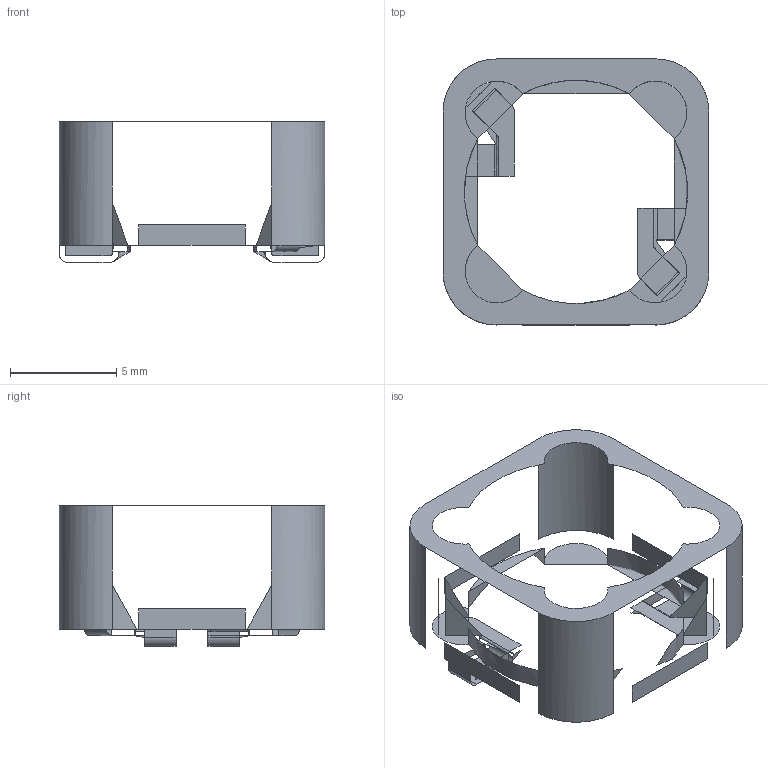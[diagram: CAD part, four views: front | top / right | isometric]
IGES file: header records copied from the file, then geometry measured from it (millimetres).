
Start section: C
Global section: file name: 744871xxx.igs; native system: By Siemens PLM Incorporated; preprocessor: XPlus GENERIC/IGES 17.0.49; author: Author; organization: Title; date: 20151117.101123; units: millimetre
Bounding box: 12.5 x 12.5 x 6.6 mm (x, y, z)
Volume: 317.9 mm3
Topology: 10 solids, 10 shells, 390 faces, 992 edges, 665 vertices
Faces by surface type: bspline 390
